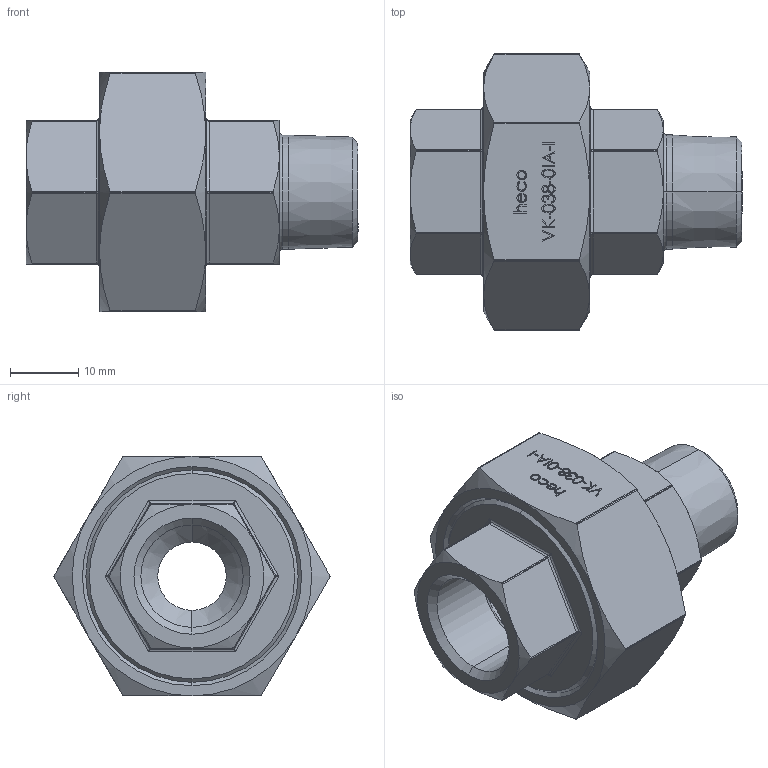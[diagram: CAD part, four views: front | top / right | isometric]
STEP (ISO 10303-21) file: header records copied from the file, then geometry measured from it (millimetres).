
FILE_DESCRIPTION (( 'STEP AP214' ), '1' );
FILE_NAME ('heco_VK-038-0IA-I.STEP', '2016-09-21T15:07:20', ( '' ), ( '' ), 'SwSTEP 2.0', 'SolidWorks 2016', '' );
FILE_SCHEMA (( 'AUTOMOTIVE_DESIGN' ));
Length unit declared in the file: millimetre
Products named in the file (1): heco_VK-038-0IA-I
Bounding box: 48.5 x 40.32 x 35.05 mm (x, y, z)
Volume: 18389.4 mm3; surface area: 8108.9 mm2
Topology: 1 solids, 1 shells, 329 faces, 823 edges, 514 vertices
Faces by surface type: plane 115, bspline 96, cylinder 74, cone 40, torus 4
Entity records: 16477 total; most frequent: CARTESIAN_POINT 7795, ORIENTED_EDGE 1622, DIRECTION 1019, EDGE_CURVE 811, VERTEX_POINT 514, LINE 399, VECTOR 399, EDGE_LOOP 361
